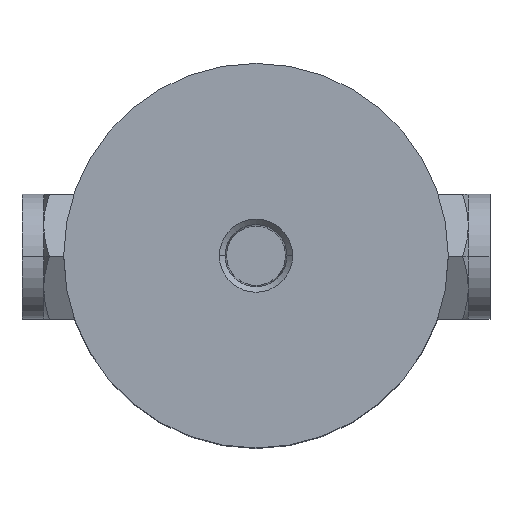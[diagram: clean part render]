
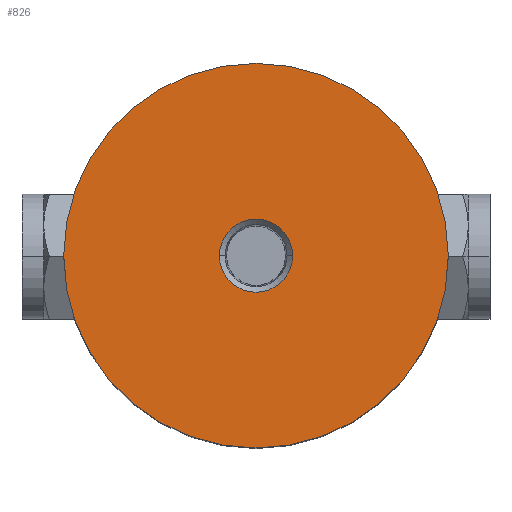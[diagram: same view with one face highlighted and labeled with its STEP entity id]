
A CAD part, top view. The second image highlights one B-rep face of the part: STEP entity #826.
In plain terms, the highlighted planar face has unit normal (0, 0, 1).
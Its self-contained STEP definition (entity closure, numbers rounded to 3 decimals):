
#492=CARTESIAN_POINT('POINT41',(5.121,0.,99.06));
#493=VERTEX_POINT('VERTEX41',#492);
#500=CARTESIAN_POINT('POINT42',(-5.121,0.,
   99.06));
#501=VERTEX_POINT('VERTEX42',#500);
#502=CARTESIAN_POINT('POS44',(0.,0.,99.06));
#503=DIRECTION('DIR72',(0.,0.,-1.));
#504=DIRECTION('DIR73',(1.,0.,0.));
#505=AXIS2_PLACEMENT_3D('AXIS29',#502,#503,#504);
#506=CIRCLE('ELLIPSE15',#505,5.121);
#507=EDGE_CURVE('EDGE56',#501,#493,#506,.T.);
#527=EDGE_CURVE('EDGE58',#493,#501,#506,.T.);
#802=ORIENTED_EDGE('COEDGE147',*,*,#527,.T.);
#803=ORIENTED_EDGE('COEDGE148',*,*,#507,.T.);
#804=EDGE_LOOP('NONE',(#802,#803));
#805=FACE_BOUND('LOOP1',#804,.T.);
#806=CARTESIAN_POINT('POINT55',(26.924,0.,
   99.06));
#807=VERTEX_POINT('VERTEX55',#806);
#808=CARTESIAN_POINT('POINT56',(-26.924,0.,
   99.06));
#809=VERTEX_POINT('VERTEX56',#808);
#810=CARTESIAN_POINT('POS53',(0.,0.,99.06));
#811=DIRECTION('DIR85',(0.,0.,-1.));
#812=DIRECTION('DIR86',(1.,0.,0.));
#813=AXIS2_PLACEMENT_3D('AXIS33',#810,#811,#812);
#814=CIRCLE('ELLIPSE16',#813,26.924);
#815=EDGE_CURVE('EDGE87',#807,#809,#814,.T.);
#816=ORIENTED_EDGE('COEDGE149',*,*,#815,.F.);
#817=EDGE_CURVE('EDGE88',#809,#807,#814,.T.);
#818=ORIENTED_EDGE('COEDGE150',*,*,#817,.F.);
#819=EDGE_LOOP('NONE',(#816,#818));
#820=FACE_BOUND('LOOP1',#819,.T.);
#821=CARTESIAN_POINT('POS54',(13.462,0.,
   99.06));
#822=DIRECTION('DIR87',(0.,0.,1.));
#823=DIRECTION('DIR88',(1.,0.,0.));
#824=AXIS2_PLACEMENT_3D('AXIS34',#821,#822,#823);
#825=PLANE('PLANE8',#824);
#826=ADVANCED_FACE('FACE40',(#805,#820),#825,.T.);
